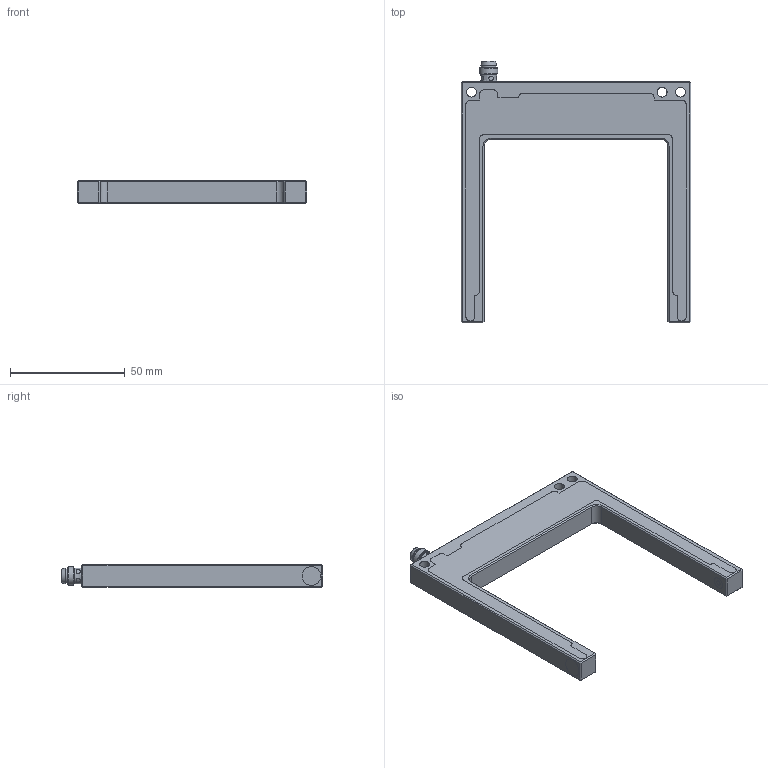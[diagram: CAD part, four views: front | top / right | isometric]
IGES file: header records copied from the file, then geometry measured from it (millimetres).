
Global section: file name: OGU 081-80 G3-T3-V4A; native system: Autodesk Inventor 2025; preprocessor: unknown; author: jw; organization: di-soric GmbH & Co. KG; date: 20241015.084254; units: millimetre
Bounding box: 100 x 114 x 10 mm (x, y, z)
Volume: 22666.3 mm3; surface area: 26716.5 mm2
Topology: 7 solids, 7 shells, 306 faces, 741 edges, 494 vertices
Faces by surface type: bspline 306
